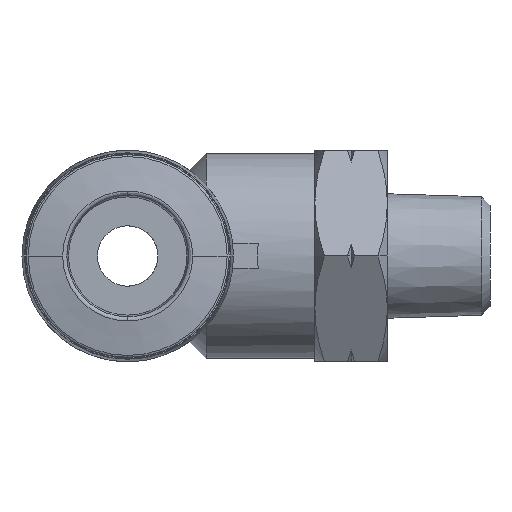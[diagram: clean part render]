
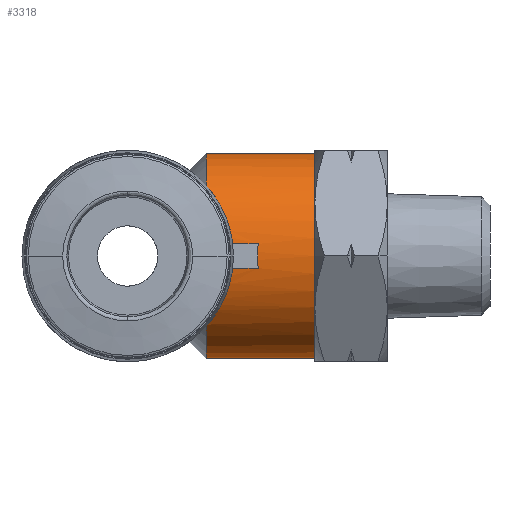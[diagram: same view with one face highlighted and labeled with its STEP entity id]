
A CAD part, left-side view. The second image highlights one B-rep face of the part: STEP entity #3318.
In plain terms, the highlighted cylindrical face has radius 8.5 mm (diameter 17 mm), a partial arc.
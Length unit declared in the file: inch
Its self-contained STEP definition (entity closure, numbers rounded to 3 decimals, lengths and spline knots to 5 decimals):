
#12 = EDGE_CURVE ( 'NONE', #5503, #4593, #2391, .T. ) ;
#184 = CIRCLE ( 'NONE', #901, 0.33465 ) ;
#190 = CARTESIAN_POINT ( 'NONE',  ( -0.28276, 0.35433, 0.17898 ) ) ;
#267 = VECTOR ( 'NONE', #4518, 39.37008 ) ;
#430 = DIRECTION ( 'NONE',  ( 0., 0., -1. ) ) ;
#525 = CARTESIAN_POINT ( 'NONE',  ( -0.31496, 0.28484, 0.11308 ) ) ;
#535 = EDGE_CURVE ( 'NONE', #5634, #5700, #184, .T. ) ;
#586 = VERTEX_POINT ( 'NONE', #4785 ) ;
#638 = VERTEX_POINT ( 'NONE', #1567 ) ;
#663 = VECTOR ( 'NONE', #2036, 39.37008 ) ;
#766 = ORIENTED_EDGE ( 'NONE', *, *, #3905, .T. ) ;
#847 = ORIENTED_EDGE ( 'NONE', *, *, #1929, .T. ) ;
#901 = AXIS2_PLACEMENT_3D ( 'NONE', #5145, #4935, #4840 ) ;
#904 = CARTESIAN_POINT ( 'NONE',  ( -0.31496, 0.28484, -0.11308 ) ) ;
#970 = CARTESIAN_POINT ( 'NONE',  ( -0.33232, 0.26801, 0.03937 ) ) ;
#987 = CARTESIAN_POINT ( 'NONE',  ( -0.32926, 0.27098, -0.06519 ) ) ;
#1011 = CARTESIAN_POINT ( 'NONE',  ( -0.30498, 0.30528, -0.13829 ) ) ;
#1064 = CARTESIAN_POINT ( 'NONE',  ( -0.29412, 0.32855, 0.16008 ) ) ;
#1153 = CARTESIAN_POINT ( 'NONE',  ( 0., 0.17717, -0.33465 ) ) ;
#1189 = EDGE_CURVE ( 'NONE', #638, #5700, #1557, .T. ) ;
#1192 = CIRCLE ( 'NONE', #2904, 0.33465 ) ;
#1195 = CARTESIAN_POINT ( 'NONE',  ( -0.31496, 0.28484, 0.11308 ) ) ;
#1213 = CARTESIAN_POINT ( 'NONE',  ( 0., 0.35433, 0. ) ) ;
#1315 = CARTESIAN_POINT ( 'NONE',  ( 0., 0.35433, 0. ) ) ;
#1354 = CARTESIAN_POINT ( 'NONE',  ( 0., 0.17717, 0.33465 ) ) ;
#1397 = EDGE_CURVE ( 'NONE', #586, #4731, #4470, .T. ) ;
#1422 = CARTESIAN_POINT ( 'NONE',  ( -0.28276, 0.35433, 0.17898 ) ) ;
#1447 = CARTESIAN_POINT ( 'NONE',  ( -0.28847, 0.34105, -0.16996 ) ) ;
#1496 = CARTESIAN_POINT ( 'NONE',  ( -0.31019, 0.29451, 0.12637 ) ) ;
#1557 = LINE ( 'NONE', #1153, #663 ) ;
#1567 = CARTESIAN_POINT ( 'NONE',  ( 0., 0.35433, -0.33465 ) ) ;
#1593 = AXIS2_PLACEMENT_3D ( 'NONE', #1315, #4480, #1749 ) ;
#1650 = DIRECTION ( 'NONE',  ( 0., 0., -1. ) ) ;
#1679 = CARTESIAN_POINT ( 'NONE',  ( -0.33542, 0.18779, -0.01318 ) ) ;
#1749 = DIRECTION ( 'NONE',  ( 0., 0., -1. ) ) ;
#1769 = CARTESIAN_POINT ( 'NONE',  ( -0.33232, 0.17717, 0.03937 ) ) ;
#1836 = DIRECTION ( 'NONE',  ( 0., 1., 0. ) ) ;
#1863 = CARTESIAN_POINT ( 'NONE',  ( -0.33232, 0.26801, -0.03937 ) ) ;
#1877 = CARTESIAN_POINT ( 'NONE',  ( -0.32926, 0.27098, 0.06519 ) ) ;
#1926 = VERTEX_POINT ( 'NONE', #1195 ) ;
#1927 = DIRECTION ( 'NONE',  ( 0., -1., 0. ) ) ;
#1929 = EDGE_CURVE ( 'NONE', #5308, #638, #1192, .T. ) ;
#2036 = DIRECTION ( 'NONE',  ( 0., -1., 0. ) ) ;
#2067 = ORIENTED_EDGE ( 'NONE', *, *, #5636, .T. ) ;
#2224 = B_SPLINE_CURVE_WITH_KNOTS ( 'NONE', 3,
 ( #190, #3260, #1064, #4222, #1496, #4671 ),
 .UNSPECIFIED., .F., .F.,
 ( 4, 2, 4 ),
 ( 0., 0.00128, 0.00257 ),
 .UNSPECIFIED. ) ;
#2307 = CARTESIAN_POINT ( 'NONE',  ( -0.32336, 0.27671, -0.0897 ) ) ;
#2313 = CARTESIAN_POINT ( 'NONE',  ( -0.31019, 0.29451, -0.12637 ) ) ;
#2386 = VECTOR ( 'NONE', #1927, 39.37008 ) ;
#2391 = LINE ( 'NONE', #1769, #2386 ) ;
#2652 = CARTESIAN_POINT ( 'NONE',  ( -0.33232, 0.26801, -0.03937 ) ) ;
#2735 = ORIENTED_EDGE ( 'NONE', *, *, #4196, .T. ) ;
#2750 = CARTESIAN_POINT ( 'NONE',  ( -0.33232, 0.17717, -0.03937 ) ) ;
#2820 = CARTESIAN_POINT ( 'NONE',  ( 0., 0., 0.33465 ) ) ;
#2888 = LINE ( 'NONE', #2750, #5167 ) ;
#2904 = AXIS2_PLACEMENT_3D ( 'NONE', #1213, #4389, #1650 ) ;
#3195 = B_SPLINE_CURVE_WITH_KNOTS ( 'NONE', 3,
 ( #525, #5490, #1877, #5055 ),
 .UNSPECIFIED., .F., .F.,
 ( 4, 4 ),
 ( 0., 0.00197 ),
 .UNSPECIFIED. ) ;
#3260 = CARTESIAN_POINT ( 'NONE',  ( -0.28847, 0.34105, 0.16996 ) ) ;
#3292 = ORIENTED_EDGE ( 'NONE', *, *, #1189, .T. ) ;
#3317 = EDGE_LOOP ( 'NONE', ( #3952, #4641, #2067, #4736, #4444, #766, #5521, #2735, #3471, #847, #3292, #5052 ) ) ;
#3318 = ADVANCED_FACE ( 'NONE', ( #4887 ), #5392, .T. ) ;
#3439 = CARTESIAN_POINT ( 'NONE',  ( -0.33232, 0.18468, 0.03937 ) ) ;
#3471 = ORIENTED_EDGE ( 'NONE', *, *, #3707, .T. ) ;
#3521 = DIRECTION ( 'NONE',  ( 0., -1., 0. ) ) ;
#3707 = EDGE_CURVE ( 'NONE', #4614, #5308, #4998, .T. ) ;
#3905 = EDGE_CURVE ( 'NONE', #4593, #4606, #4565, .T. ) ;
#3952 = ORIENTED_EDGE ( 'NONE', *, *, #5350, .F. ) ;
#3988 = CARTESIAN_POINT ( 'NONE',  ( 0., 0.17717, 0. ) ) ;
#4003 = CARTESIAN_POINT ( 'NONE',  ( -0.33232, 0.18468, -0.03937 ) ) ;
#4013 = CARTESIAN_POINT ( 'NONE',  ( -0.28276, 0.35433, -0.17898 ) ) ;
#4092 = B_SPLINE_CURVE_WITH_KNOTS ( 'NONE', 3,
 ( #1863, #987, #2307, #5494 ),
 .UNSPECIFIED., .F., .F.,
 ( 4, 4 ),
 ( 0., 0.00197 ),
 .UNSPECIFIED. ) ;
#4160 = CARTESIAN_POINT ( 'NONE',  ( -0.29412, 0.32855, -0.16008 ) ) ;
#4196 = EDGE_CURVE ( 'NONE', #4611, #4614, #4092, .T. ) ;
#4222 = CARTESIAN_POINT ( 'NONE',  ( -0.30498, 0.30528, 0.13829 ) ) ;
#4378 = AXIS2_PLACEMENT_3D ( 'NONE', #3988, #3521, #430 ) ;
#4389 = DIRECTION ( 'NONE',  ( 0., -1., 0. ) ) ;
#4412 = CARTESIAN_POINT ( 'NONE',  ( -0.33542, 0.18779, 0.01318 ) ) ;
#4444 = ORIENTED_EDGE ( 'NONE', *, *, #12, .T. ) ;
#4470 = CIRCLE ( 'NONE', #1593, 0.33465 ) ;
#4480 = DIRECTION ( 'NONE',  ( 0., -1., 0. ) ) ;
#4518 = DIRECTION ( 'NONE',  ( 0., -1., 0. ) ) ;
#4565 =( BOUNDED_CURVE ( )  B_SPLINE_CURVE ( 3, ( #3439, #4412, #1679, #4849 ),
 .UNSPECIFIED., .F., .T. ) 
 B_SPLINE_CURVE_WITH_KNOTS ( ( 4, 4 ),
 ( 3.02367, 3.25951 ),
 .UNSPECIFIED. ) 
 CURVE ( )  GEOMETRIC_REPRESENTATION_ITEM ( )  RATIONAL_B_SPLINE_CURVE ( ( 1., 0.995, 0.995, 1. ) ) 
 REPRESENTATION_ITEM ( '' )  );
#4593 = VERTEX_POINT ( 'NONE', #4931 ) ;
#4606 = VERTEX_POINT ( 'NONE', #4003 ) ;
#4611 = VERTEX_POINT ( 'NONE', #2652 ) ;
#4614 = VERTEX_POINT ( 'NONE', #904 ) ;
#4615 = CARTESIAN_POINT ( 'NONE',  ( -0.28276, 0.35433, -0.17898 ) ) ;
#4641 = ORIENTED_EDGE ( 'NONE', *, *, #1397, .T. ) ;
#4671 = CARTESIAN_POINT ( 'NONE',  ( -0.31496, 0.28484, 0.11308 ) ) ;
#4731 = VERTEX_POINT ( 'NONE', #1422 ) ;
#4736 = ORIENTED_EDGE ( 'NONE', *, *, #4928, .T. ) ;
#4785 = CARTESIAN_POINT ( 'NONE',  ( 0., 0.35433, 0.33465 ) ) ;
#4840 = DIRECTION ( 'NONE',  ( 0., 0., -1. ) ) ;
#4849 = CARTESIAN_POINT ( 'NONE',  ( -0.33232, 0.18468, -0.03937 ) ) ;
#4887 = FACE_OUTER_BOUND ( 'NONE', #3317, .T. ) ;
#4928 = EDGE_CURVE ( 'NONE', #1926, #5503, #3195, .T. ) ;
#4931 = CARTESIAN_POINT ( 'NONE',  ( -0.33232, 0.18468, 0.03937 ) ) ;
#4935 = DIRECTION ( 'NONE',  ( 0., -1., 0. ) ) ;
#4998 = B_SPLINE_CURVE_WITH_KNOTS ( 'NONE', 3,
 ( #5049, #2313, #1011, #4160, #1447, #4615 ),
 .UNSPECIFIED., .F., .F.,
 ( 4, 2, 4 ),
 ( 0., 0.00128, 0.00257 ),
 .UNSPECIFIED. ) ;
#5049 = CARTESIAN_POINT ( 'NONE',  ( -0.31496, 0.28484, -0.11308 ) ) ;
#5052 = ORIENTED_EDGE ( 'NONE', *, *, #535, .F. ) ;
#5055 = CARTESIAN_POINT ( 'NONE',  ( -0.33232, 0.26801, 0.03937 ) ) ;
#5145 = CARTESIAN_POINT ( 'NONE',  ( 0., 0., 0. ) ) ;
#5167 = VECTOR ( 'NONE', #1836, 39.37008 ) ;
#5308 = VERTEX_POINT ( 'NONE', #4013 ) ;
#5350 = EDGE_CURVE ( 'NONE', #586, #5634, #5528, .T. ) ;
#5392 = CYLINDRICAL_SURFACE ( 'NONE', #4378, 0.33465 ) ;
#5490 = CARTESIAN_POINT ( 'NONE',  ( -0.32336, 0.27671, 0.0897 ) ) ;
#5494 = CARTESIAN_POINT ( 'NONE',  ( -0.31496, 0.28484, -0.11308 ) ) ;
#5503 = VERTEX_POINT ( 'NONE', #970 ) ;
#5521 = ORIENTED_EDGE ( 'NONE', *, *, #5581, .T. ) ;
#5528 = LINE ( 'NONE', #1354, #267 ) ;
#5581 = EDGE_CURVE ( 'NONE', #4606, #4611, #2888, .T. ) ;
#5589 = CARTESIAN_POINT ( 'NONE',  ( 0., 0., -0.33465 ) ) ;
#5634 = VERTEX_POINT ( 'NONE', #2820 ) ;
#5636 = EDGE_CURVE ( 'NONE', #4731, #1926, #2224, .T. ) ;
#5700 = VERTEX_POINT ( 'NONE', #5589 ) ;
